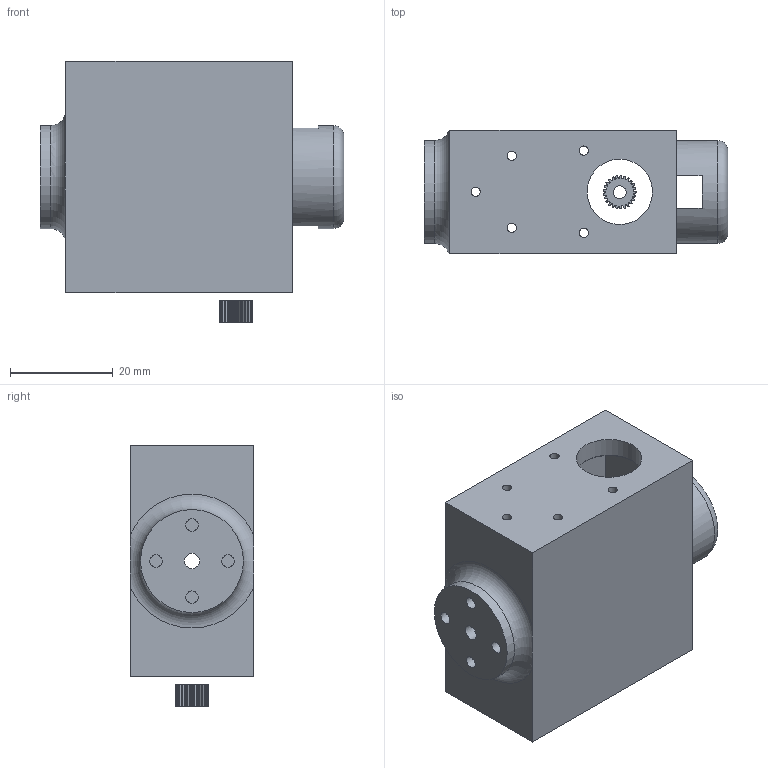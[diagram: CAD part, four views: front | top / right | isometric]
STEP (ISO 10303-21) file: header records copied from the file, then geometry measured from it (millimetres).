
FILE_DESCRIPTION(/* description */ (''),/* implementation_level */ '2;1');
FILE_NAME(/* name */ 'servo tutucu v0.step',/* time_stamp */ '2023-04-04T21:32:16+03:00',/* author */ (''),/* organization */ (''),/* preprocessor_version */ 'ST-DEVELOPER v19.2',/* originating_system */ 'Autodesk Translation Framework v11.17.0.187',/* authorisation */ '');
FILE_SCHEMA (('AUTOMOTIVE_DESIGN { 1 0 10303 214 3 1 1 }'));
Length unit declared in the file: millimetre
Products named in the file (6): servo tutucu; Component10; Component11; Component12; Screw 3 v1; RDS3235_Gear 25R 0.00 v2
Assembly tree (8 placements, depth 2):
  servo tutucu
    Component10
    Component11
    Component12
    Screw 3 v1  x4
    RDS3235_Gear 25R 0.00 v2
Bounding box: 59 x 24 x 50.8 mm (x, y, z)
Volume: 15370.9 mm3; surface area: 14650 mm2
Topology: 2 solids, 2 shells, 192 faces, 564 edges, 374 vertices
Faces by surface type: plane 74, cylinder 65, bspline 50, torus 2, cone 1
Full cylindrical faces by diameter (mm): 1.8 x5, 2.4 x4, 2.5 x1, 3 x1, 4 x1, 12.7 x1, 20 x2
Entity records: 7363 total; most frequent: CARTESIAN_POINT 2212, ORIENTED_EDGE 1128, DIRECTION 918, EDGE_CURVE 564, VERTEX_POINT 374, LINE 318, VECTOR 318, AXIS2_PLACEMENT_3D 300
